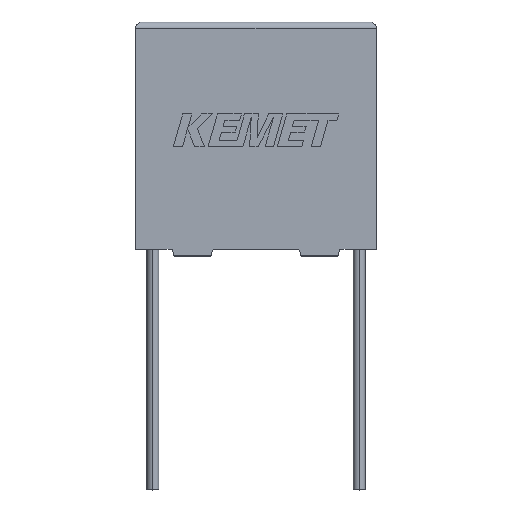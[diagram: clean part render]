
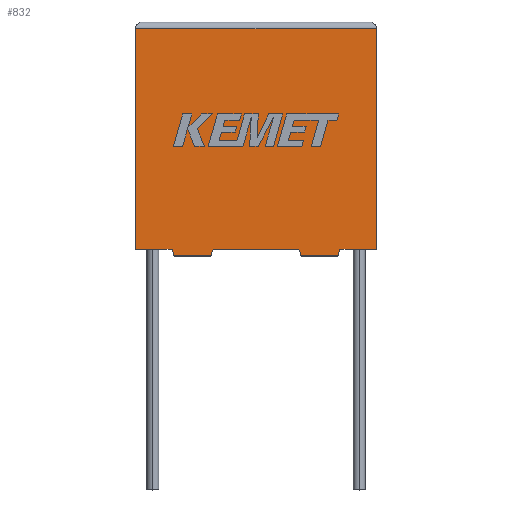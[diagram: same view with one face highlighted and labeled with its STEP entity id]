
A CAD part, top view. The second image highlights one B-rep face of the part: STEP entity #832.
In plain terms, the highlighted planar face has unit normal (0, 0, 1).
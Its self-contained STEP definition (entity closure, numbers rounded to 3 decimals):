
#10 = LINE ( 'NONE', #2832, #1848 ) ;
#22 = LINE ( 'NONE', #668, #1306 ) ;
#45 = VERTEX_POINT ( 'NONE', #2341 ) ;
#59 = ORIENTED_EDGE ( 'NONE', *, *, #1545, .T. ) ;
#92 = VERTEX_POINT ( 'NONE', #1978 ) ;
#102 = CARTESIAN_POINT ( 'NONE',  ( 2.8, -0.5, 9. ) ) ;
#169 = EDGE_CURVE ( 'NONE', #935, #1507, #3086, .T. ) ;
#170 = ORIENTED_EDGE ( 'NONE', *, *, #2610, .T. ) ;
#193 = EDGE_CURVE ( 'NONE', #363, #1814, #1058, .T. ) ;
#209 = LINE ( 'NONE', #2686, #389 ) ;
#289 = VERTEX_POINT ( 'NONE', #588 ) ;
#347 = EDGE_CURVE ( 'NONE', #2269, #45, #22, .T. ) ;
#363 = VERTEX_POINT ( 'NONE', #1020 ) ;
#389 = VECTOR ( 'NONE', #476, 1000. ) ;
#476 = DIRECTION ( 'NONE',  ( -1., 0., 0. ) ) ;
#570 = FACE_OUTER_BOUND ( 'NONE', #1281, .T. ) ;
#588 = CARTESIAN_POINT ( 'NONE',  ( 0., 0., 9. ) ) ;
#594 = VECTOR ( 'NONE', #1457, 1000. ) ;
#668 = CARTESIAN_POINT ( 'NONE',  ( 2.8, -0.5, 9. ) ) ;
#734 = DIRECTION ( 'NONE',  ( 1., 0., 0. ) ) ;
#790 = DIRECTION ( 'NONE',  ( -1., 0., 0. ) ) ;
#832 = ADVANCED_FACE ( 'NONE', ( #570 ), #2071, .F. ) ;
#858 = VECTOR ( 'NONE', #2076, 1000. ) ;
#864 = EDGE_CURVE ( 'NONE', #3045, #363, #2081, .T. ) ;
#921 = CARTESIAN_POINT ( 'NONE',  ( 2.65, 0., 9. ) ) ;
#935 = VERTEX_POINT ( 'NONE', #1898 ) ;
#953 = DIRECTION ( 'NONE',  ( 1., 0., 0. ) ) ;
#971 = LINE ( 'NONE', #2972, #2317 ) ;
#975 = CARTESIAN_POINT ( 'NONE',  ( 0., 0., 9. ) ) ;
#999 = AXIS2_PLACEMENT_3D ( 'NONE', #3106, #1276, #790 ) ;
#1020 = CARTESIAN_POINT ( 'NONE',  ( 14.7, -0.5, 9. ) ) ;
#1046 = CARTESIAN_POINT ( 'NONE',  ( 14.85, 0., 9. ) ) ;
#1058 = LINE ( 'NONE', #2276, #1515 ) ;
#1189 = DIRECTION ( 'NONE',  ( 0.287, -0.958, 0. ) ) ;
#1276 = DIRECTION ( 'NONE',  ( 0., 0., -1. ) ) ;
#1281 = EDGE_LOOP ( 'NONE', ( #3172, #2998, #59, #1317, #1827, #2032, #170, #2065, #2589, #2932, #2745, #1892 ) ) ;
#1306 = VECTOR ( 'NONE', #953, 1000. ) ;
#1317 = ORIENTED_EDGE ( 'NONE', *, *, #2855, .T. ) ;
#1388 = CARTESIAN_POINT ( 'NONE',  ( 0., 0., 9. ) ) ;
#1398 = EDGE_CURVE ( 'NONE', #1601, #1652, #2655, .T. ) ;
#1407 = CARTESIAN_POINT ( 'NONE',  ( 17.5, 16., 9. ) ) ;
#1457 = DIRECTION ( 'NONE',  ( 0., -1., 0. ) ) ;
#1469 = EDGE_CURVE ( 'NONE', #1491, #2269, #971, .T. ) ;
#1477 = CARTESIAN_POINT ( 'NONE',  ( 0., 0., 9. ) ) ;
#1491 = VERTEX_POINT ( 'NONE', #921 ) ;
#1507 = VERTEX_POINT ( 'NONE', #1407 ) ;
#1515 = VECTOR ( 'NONE', #1749, 1000. ) ;
#1545 = EDGE_CURVE ( 'NONE', #92, #289, #2923, .T. ) ;
#1576 = DIRECTION ( 'NONE',  ( 1., 0., 0. ) ) ;
#1578 = VECTOR ( 'NONE', #1666, 1000. ) ;
#1601 = VERTEX_POINT ( 'NONE', #2245 ) ;
#1652 = VERTEX_POINT ( 'NONE', #3082 ) ;
#1665 = EDGE_CURVE ( 'NONE', #1814, #1652, #10, .T. ) ;
#1666 = DIRECTION ( 'NONE',  ( 1., 0., 0. ) ) ;
#1668 = CARTESIAN_POINT ( 'NONE',  ( 14.85, 0., 9. ) ) ;
#1709 = EDGE_CURVE ( 'NONE', #3045, #935, #2382, .T. ) ;
#1749 = DIRECTION ( 'NONE',  ( -1., 0., 0. ) ) ;
#1814 = VERTEX_POINT ( 'NONE', #1983 ) ;
#1827 = ORIENTED_EDGE ( 'NONE', *, *, #1469, .T. ) ;
#1848 = VECTOR ( 'NONE', #3094, 1000. ) ;
#1884 = CARTESIAN_POINT ( 'NONE',  ( 0., 0., 9. ) ) ;
#1892 = ORIENTED_EDGE ( 'NONE', *, *, #1709, .T. ) ;
#1898 = CARTESIAN_POINT ( 'NONE',  ( 17.5, 0., 9. ) ) ;
#1906 = VECTOR ( 'NONE', #734, 1000. ) ;
#1978 = CARTESIAN_POINT ( 'NONE',  ( 0., 16., 9. ) ) ;
#1983 = CARTESIAN_POINT ( 'NONE',  ( 12.023, -0.5, 9. ) ) ;
#2016 = DIRECTION ( 'NONE',  ( 0., 1., 0. ) ) ;
#2032 = ORIENTED_EDGE ( 'NONE', *, *, #347, .T. ) ;
#2065 = ORIENTED_EDGE ( 'NONE', *, *, #1398, .T. ) ;
#2071 = PLANE ( 'NONE',  #999 ) ;
#2076 = DIRECTION ( 'NONE',  ( 0.287, 0.958, 0. ) ) ;
#2081 = LINE ( 'NONE', #1046, #2679 ) ;
#2245 = CARTESIAN_POINT ( 'NONE',  ( 5.628, 0., 9. ) ) ;
#2250 = CARTESIAN_POINT ( 'NONE',  ( 17.5, 0., 9. ) ) ;
#2269 = VERTEX_POINT ( 'NONE', #102 ) ;
#2276 = CARTESIAN_POINT ( 'NONE',  ( 14.7, -0.5, 9. ) ) ;
#2307 = VECTOR ( 'NONE', #2016, 1000. ) ;
#2317 = VECTOR ( 'NONE', #1189, 1000. ) ;
#2327 = DIRECTION ( 'NONE',  ( -0.287, -0.958, 0. ) ) ;
#2341 = CARTESIAN_POINT ( 'NONE',  ( 5.478, -0.5, 9. ) ) ;
#2382 = LINE ( 'NONE', #1884, #1578 ) ;
#2409 = EDGE_CURVE ( 'NONE', #1507, #92, #209, .T. ) ;
#2520 = LINE ( 'NONE', #3070, #858 ) ;
#2589 = ORIENTED_EDGE ( 'NONE', *, *, #1665, .F. ) ;
#2610 = EDGE_CURVE ( 'NONE', #45, #1601, #2520, .T. ) ;
#2655 = LINE ( 'NONE', #1388, #2846 ) ;
#2679 = VECTOR ( 'NONE', #2327, 1000. ) ;
#2686 = CARTESIAN_POINT ( 'NONE',  ( 0., 16., 9. ) ) ;
#2745 = ORIENTED_EDGE ( 'NONE', *, *, #864, .F. ) ;
#2832 = CARTESIAN_POINT ( 'NONE',  ( 12.023, -0.5, 9. ) ) ;
#2846 = VECTOR ( 'NONE', #1576, 1000. ) ;
#2855 = EDGE_CURVE ( 'NONE', #289, #1491, #3238, .T. ) ;
#2923 = LINE ( 'NONE', #1477, #594 ) ;
#2932 = ORIENTED_EDGE ( 'NONE', *, *, #193, .F. ) ;
#2972 = CARTESIAN_POINT ( 'NONE',  ( 2.65, 0., 9. ) ) ;
#2998 = ORIENTED_EDGE ( 'NONE', *, *, #2409, .T. ) ;
#3045 = VERTEX_POINT ( 'NONE', #1668 ) ;
#3070 = CARTESIAN_POINT ( 'NONE',  ( 5.478, -0.5, 9. ) ) ;
#3082 = CARTESIAN_POINT ( 'NONE',  ( 11.873, 0., 9. ) ) ;
#3086 = LINE ( 'NONE', #2250, #2307 ) ;
#3094 = DIRECTION ( 'NONE',  ( -0.287, 0.958, 0. ) ) ;
#3106 = CARTESIAN_POINT ( 'NONE',  ( 0., 0., 9. ) ) ;
#3172 = ORIENTED_EDGE ( 'NONE', *, *, #169, .T. ) ;
#3238 = LINE ( 'NONE', #975, #1906 ) ;
